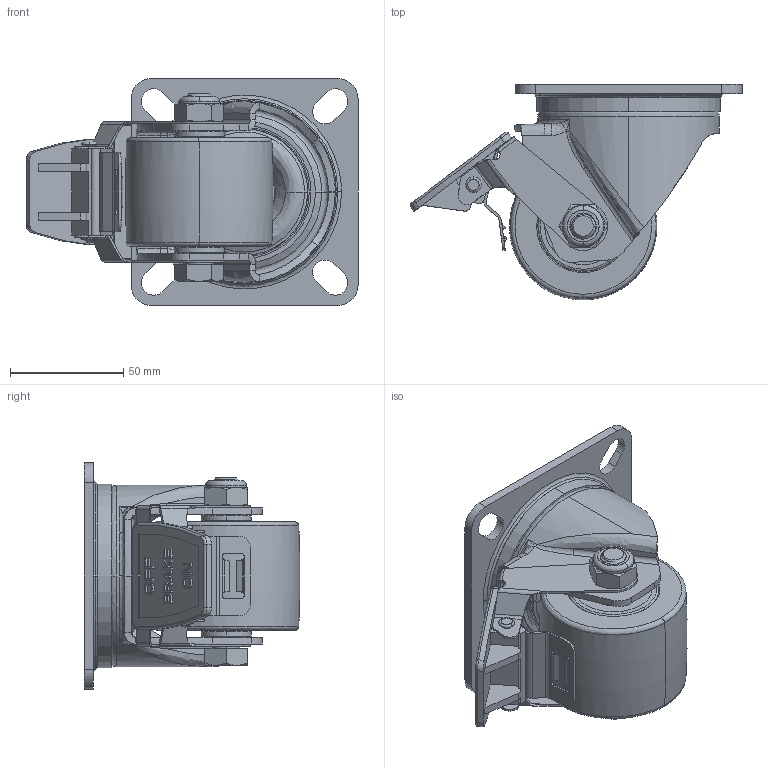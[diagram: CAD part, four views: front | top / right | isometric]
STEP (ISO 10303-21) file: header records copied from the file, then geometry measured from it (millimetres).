
FILE_DESCRIPTION (( 'STEP AP214' ), '1' );
FILE_NAME ('0054895.step', '2022-11-15T13:03:41', ( '' ), ( '' ), 'SwSTEP 2.0', 'SolidWorks 2020', '' );
FILE_SCHEMA (( 'AUTOMOTIVE_DESIGN' ));
Length unit declared in the file: millimetre
Products named in the file (1): 0054895
Bounding box: 146.34 x 94.95 x 100 mm (x, y, z)
Volume: 261132 mm3; surface area: 118042 mm2
Topology: 5 solids, 8 shells, 1290 faces, 3484 edges, 2265 vertices
Faces by surface type: plane 832, cylinder 230, bspline 158, cone 66, torus 4
Entity records: 51576 total; most frequent: CARTESIAN_POINT 20123, ORIENTED_EDGE 6952, DIRECTION 5783, EDGE_CURVE 3476, VECTOR 2409, LINE 2409, VERTEX_POINT 2261, AXIS2_PLACEMENT_3D 1687
